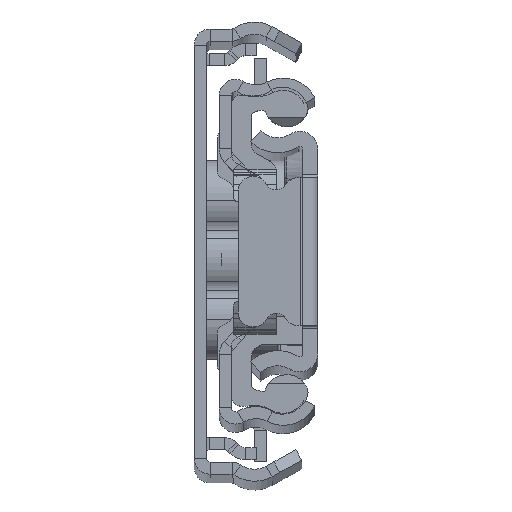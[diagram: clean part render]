
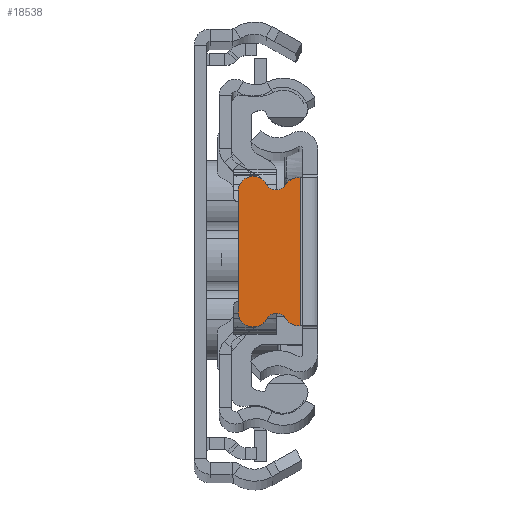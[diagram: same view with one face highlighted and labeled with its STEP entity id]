
A CAD part, top view. The second image highlights one B-rep face of the part: STEP entity #18538.
In plain terms, the highlighted planar face has unit normal (0, 0, 1).
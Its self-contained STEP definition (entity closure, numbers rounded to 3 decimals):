
#90 = DIRECTION ( 'NONE',  ( -1., 0., 0. ) ) ;
#231 = DIRECTION ( 'NONE',  ( 0., 0., 1. ) ) ;
#289 = AXIS2_PLACEMENT_3D ( 'NONE', #25571, #5014, #9171 ) ;
#552 = AXIS2_PLACEMENT_3D ( 'NONE', #4291, #24989, #4042 ) ;
#1636 = CARTESIAN_POINT ( 'NONE',  ( -1.929, 5.87, 0. ) ) ;
#1892 = AXIS2_PLACEMENT_3D ( 'NONE', #1636, #20160, #12105 ) ;
#2269 = CARTESIAN_POINT ( 'NONE',  ( -1.929, -7.37, 0. ) ) ;
#2701 = EDGE_CURVE ( 'NONE', #18060, #18073, #10915, .T. ) ;
#3143 = VERTEX_POINT ( 'NONE', #13055 ) ;
#4010 = ORIENTED_EDGE ( 'NONE', *, *, #26240, .T. ) ;
#4042 = DIRECTION ( 'NONE',  ( 1., 0., 0. ) ) ;
#4070 = VERTEX_POINT ( 'NONE', #21956 ) ;
#4291 = CARTESIAN_POINT ( 'NONE',  ( -1.929, -5.87, 0. ) ) ;
#4315 = EDGE_CURVE ( 'NONE', #3143, #16496, #11865, .T. ) ;
#4618 = CARTESIAN_POINT ( 'NONE',  ( -1.75, 7.37, 0. ) ) ;
#4673 = CARTESIAN_POINT ( 'NONE',  ( -1.929, 7.37, 0. ) ) ;
#5014 = DIRECTION ( 'NONE',  ( 0., 0., -1. ) ) ;
#5143 = ORIENTED_EDGE ( 'NONE', *, *, #24399, .F. ) ;
#5194 = DIRECTION ( 'NONE',  ( 0., -1., 0. ) ) ;
#5864 = DIRECTION ( 'NONE',  ( 1., 0., 0. ) ) ;
#5872 = VERTEX_POINT ( 'NONE', #19353 ) ;
#7721 = ORIENTED_EDGE ( 'NONE', *, *, #22442, .T. ) ;
#7841 = EDGE_CURVE ( 'NONE', #24312, #18060, #15555, .T. ) ;
#7843 = LINE ( 'NONE', #24232, #24144 ) ;
#7846 = CIRCLE ( 'NONE', #552, 1.5 ) ;
#8306 = LINE ( 'NONE', #16505, #11217 ) ;
#8574 = AXIS2_PLACEMENT_3D ( 'NONE', #21070, #10867, #12489 ) ;
#8581 = VERTEX_POINT ( 'NONE', #4673 ) ;
#9145 = VECTOR ( 'NONE', #5194, 1000. ) ;
#9171 = DIRECTION ( 'NONE',  ( -1., 0., 0. ) ) ;
#10063 = ORIENTED_EDGE ( 'NONE', *, *, #11724, .F. ) ;
#10235 = DIRECTION ( 'NONE',  ( 1., 0., 0. ) ) ;
#10432 = EDGE_LOOP ( 'NONE', ( #10063, #19874, #4010, #20741, #23936, #15749, #7721, #11536, #26252, #5143 ) ) ;
#10867 = DIRECTION ( 'NONE',  ( 0., 0., 1. ) ) ;
#10915 = CIRCLE ( 'NONE', #15193, 1.5 ) ;
#11145 = EDGE_CURVE ( 'NONE', #16496, #11563, #7846, .T. ) ;
#11217 = VECTOR ( 'NONE', #24710, 1000. ) ;
#11536 = ORIENTED_EDGE ( 'NONE', *, *, #4315, .T. ) ;
#11563 = VERTEX_POINT ( 'NONE', #2269 ) ;
#11724 = EDGE_CURVE ( 'NONE', #16645, #4070, #14882, .T. ) ;
#11865 = CIRCLE ( 'NONE', #289, 1.1 ) ;
#11883 = CARTESIAN_POINT ( 'NONE',  ( -7.929, 6., 0. ) ) ;
#12105 = DIRECTION ( 'NONE',  ( -1., 0., 0. ) ) ;
#12131 = AXIS2_PLACEMENT_3D ( 'NONE', #20500, #16201, #5864 ) ;
#12489 = DIRECTION ( 'NONE',  ( 1., 0., 0. ) ) ;
#12835 = EDGE_CURVE ( 'NONE', #18073, #5872, #15147, .T. ) ;
#13055 = CARTESIAN_POINT ( 'NONE',  ( -5.109, -6.713, 0. ) ) ;
#13635 = CARTESIAN_POINT ( 'NONE',  ( -5.109, 6.713, 0. ) ) ;
#14302 = VECTOR ( 'NONE', #17019, 1000. ) ;
#14468 = CARTESIAN_POINT ( 'NONE',  ( -6.429, 6., 0. ) ) ;
#14541 = DIRECTION ( 'NONE',  ( 1., 0., 0. ) ) ;
#14564 = AXIS2_PLACEMENT_3D ( 'NONE', #18588, #20856, #14541 ) ;
#14882 = LINE ( 'NONE', #15756, #14302 ) ;
#15147 = LINE ( 'NONE', #23586, #9145 ) ;
#15193 = AXIS2_PLACEMENT_3D ( 'NONE', #14468, #231, #90 ) ;
#15555 = CIRCLE ( 'NONE', #12131, 1.1 ) ;
#15749 = ORIENTED_EDGE ( 'NONE', *, *, #12835, .T. ) ;
#15756 = CARTESIAN_POINT ( 'NONE',  ( -1.75, 0., 0. ) ) ;
#16201 = DIRECTION ( 'NONE',  ( 0., 0., -1. ) ) ;
#16496 = VERTEX_POINT ( 'NONE', #18218 ) ;
#16505 = CARTESIAN_POINT ( 'NONE',  ( -1.929, -7.37, 0. ) ) ;
#16645 = VERTEX_POINT ( 'NONE', #4618 ) ;
#16772 = FACE_OUTER_BOUND ( 'NONE', #10432, .T. ) ;
#17019 = DIRECTION ( 'NONE',  ( 0., -1., 0. ) ) ;
#18060 = VERTEX_POINT ( 'NONE', #13635 ) ;
#18073 = VERTEX_POINT ( 'NONE', #11883 ) ;
#18218 = CARTESIAN_POINT ( 'NONE',  ( -3.206, -6.658, 0. ) ) ;
#18538 = ADVANCED_FACE ( 'NONE', ( #16772 ), #22695, .T. ) ;
#18588 = CARTESIAN_POINT ( 'NONE',  ( -6.429, -6., 0. ) ) ;
#19353 = CARTESIAN_POINT ( 'NONE',  ( -7.929, -6., 0. ) ) ;
#19874 = ORIENTED_EDGE ( 'NONE', *, *, #25784, .F. ) ;
#20160 = DIRECTION ( 'NONE',  ( 0., 0., 1. ) ) ;
#20500 = CARTESIAN_POINT ( 'NONE',  ( -4.142, 7.236, 0. ) ) ;
#20741 = ORIENTED_EDGE ( 'NONE', *, *, #7841, .T. ) ;
#20856 = DIRECTION ( 'NONE',  ( 0., 0., 1. ) ) ;
#21070 = CARTESIAN_POINT ( 'NONE',  ( 494.071, 0., 0. ) ) ;
#21956 = CARTESIAN_POINT ( 'NONE',  ( -1.75, -7.37, 0. ) ) ;
#22442 = EDGE_CURVE ( 'NONE', #5872, #3143, #22712, .T. ) ;
#22695 = PLANE ( 'NONE',  #8574 ) ;
#22712 = CIRCLE ( 'NONE', #14564, 1.5 ) ;
#23586 = CARTESIAN_POINT ( 'NONE',  ( -7.929, -6., 0. ) ) ;
#23936 = ORIENTED_EDGE ( 'NONE', *, *, #2701, .T. ) ;
#24144 = VECTOR ( 'NONE', #10235, 1000. ) ;
#24232 = CARTESIAN_POINT ( 'NONE',  ( -1.929, 7.37, 0. ) ) ;
#24312 = VERTEX_POINT ( 'NONE', #25909 ) ;
#24399 = EDGE_CURVE ( 'NONE', #4070, #11563, #8306, .T. ) ;
#24626 = CIRCLE ( 'NONE', #1892, 1.5 ) ;
#24710 = DIRECTION ( 'NONE',  ( -1., 0., 0. ) ) ;
#24989 = DIRECTION ( 'NONE',  ( 0., 0., 1. ) ) ;
#25571 = CARTESIAN_POINT ( 'NONE',  ( -4.142, -7.236, 0. ) ) ;
#25784 = EDGE_CURVE ( 'NONE', #8581, #16645, #7843, .T. ) ;
#25909 = CARTESIAN_POINT ( 'NONE',  ( -3.206, 6.658, 0. ) ) ;
#26240 = EDGE_CURVE ( 'NONE', #8581, #24312, #24626, .T. ) ;
#26252 = ORIENTED_EDGE ( 'NONE', *, *, #11145, .T. ) ;
